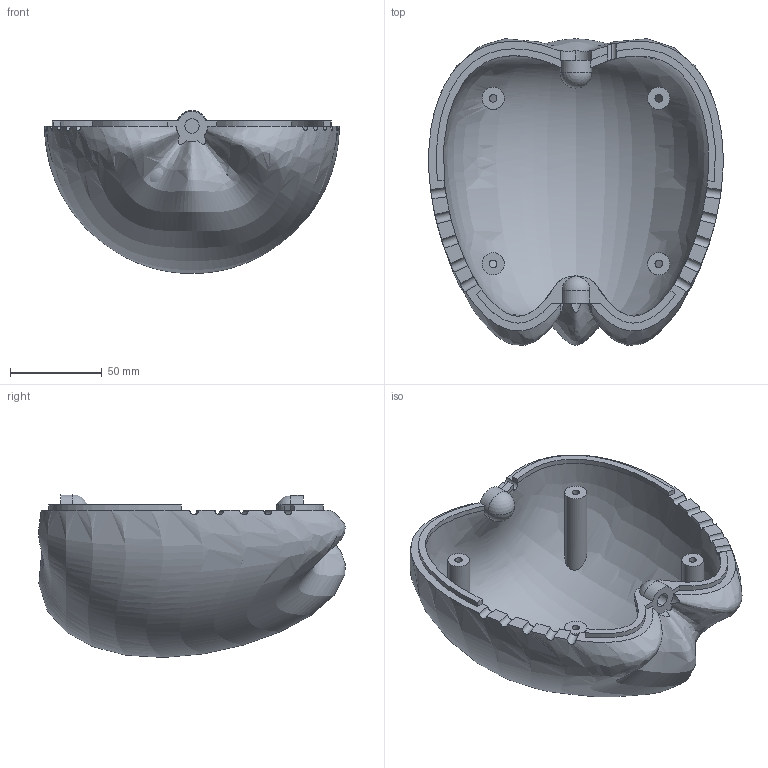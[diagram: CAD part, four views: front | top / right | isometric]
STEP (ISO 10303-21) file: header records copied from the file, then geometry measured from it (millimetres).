
FILE_DESCRIPTION (( 'STEP AP214' ), '1' );
FILE_NAME ('Tresnja_L.STEP', '2022-09-02T08:45:08', ( '' ), ( '' ), 'SwSTEP 2.0', 'SolidWorks 2020', '' );
FILE_SCHEMA (( 'AUTOMOTIVE_DESIGN' ));
Length unit declared in the file: millimetre
Products named in the file (1): Tresnja_L
Bounding box: 160.1 x 166.5 x 88.59 mm (x, y, z)
Volume: 354092.1 mm3; surface area: 98122.1 mm2
Topology: 1 solids, 1 shells, 105 faces, 275 edges, 179 vertices
Faces by surface type: cylinder 43, plane 40, bspline 16, sphere 4, torus 2
Entity records: 8574 total; most frequent: CARTESIAN_POINT 6175, ORIENTED_EDGE 538, DIRECTION 403, EDGE_CURVE 269, VERTEX_POINT 176, AXIS2_PLACEMENT_3D 146, EDGE_LOOP 117, VECTOR 111
